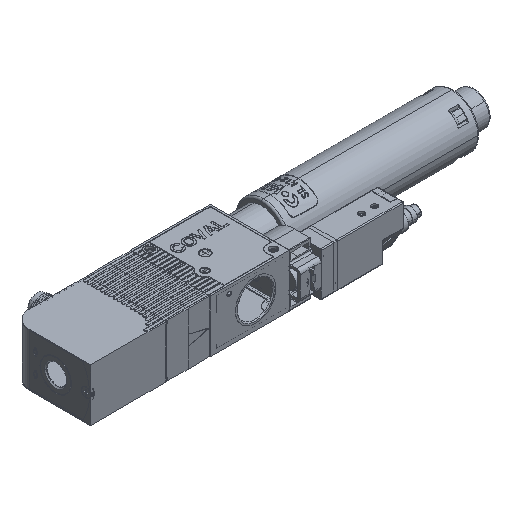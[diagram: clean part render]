
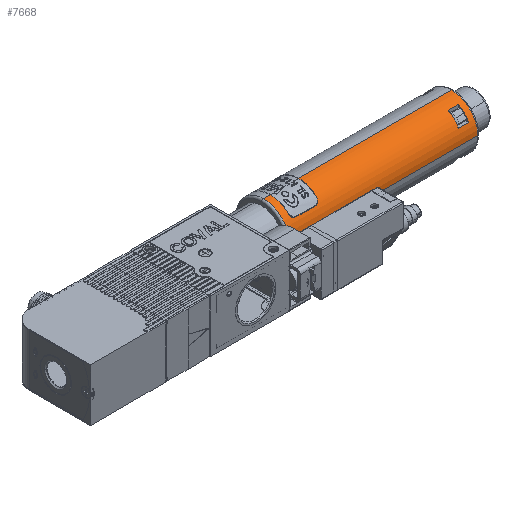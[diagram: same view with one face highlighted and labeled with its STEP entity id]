
A CAD part, isometric view. The second image highlights one B-rep face of the part: STEP entity #7668.
In plain terms, the highlighted cylindrical face has radius 15 mm (diameter 30 mm), a partial arc.
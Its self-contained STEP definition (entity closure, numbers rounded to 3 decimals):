
#7668=ADVANCED_FACE('',(#16390,#16391),#16392,.T.);
#16390=FACE_BOUND('',#42801,.T.);
#16391=FACE_OUTER_BOUND('',#42802,.T.);
#16392=CYLINDRICAL_SURFACE('',#42803,15.0);
#42801=EDGE_LOOP('',(#80146,#80147,#80148,#80149));
#42802=EDGE_LOOP('',(#80150,#80151,#80152,#80153,#80154,#80155,#80156,#80157,#80158,#80159));
#42803=AXIS2_PLACEMENT_3D('',#80160,#80161,#80162);
#80146=ORIENTED_EDGE('',*,*,#96424,.F.);
#80147=ORIENTED_EDGE('',*,*,#96425,.T.);
#80148=ORIENTED_EDGE('',*,*,#96426,.T.);
#80149=ORIENTED_EDGE('',*,*,#96427,.F.);
#80150=ORIENTED_EDGE('',*,*,#96428,.T.);
#80151=ORIENTED_EDGE('',*,*,#96429,.T.);
#80152=ORIENTED_EDGE('',*,*,#96430,.T.);
#80153=ORIENTED_EDGE('',*,*,#96431,.T.);
#80154=ORIENTED_EDGE('',*,*,#96432,.T.);
#80155=ORIENTED_EDGE('',*,*,#96433,.T.);
#80156=ORIENTED_EDGE('',*,*,#96434,.T.);
#80157=ORIENTED_EDGE('',*,*,#96435,.T.);
#80158=ORIENTED_EDGE('',*,*,#96436,.F.);
#80159=ORIENTED_EDGE('',*,*,#96437,.F.);
#80160=CARTESIAN_POINT('',(50.0,0.0,0.));
#80161=DIRECTION('',(-1.0,0.0,0.0));
#80162=DIRECTION('',(0.0,0.0,1.0));
#96424=EDGE_CURVE('',#111574,#111575,#111576,.T.);
#96425=EDGE_CURVE('',#111574,#111577,#111578,.T.);
#96426=EDGE_CURVE('',#111577,#111579,#111580,.T.);
#96427=EDGE_CURVE('',#111575,#111579,#111581,.T.);
#96428=EDGE_CURVE('',#111582,#111477,#111583,.T.);
#96429=EDGE_CURVE('',#111477,#111584,#111585,.T.);
#96430=EDGE_CURVE('',#111584,#111586,#111587,.T.);
#96431=EDGE_CURVE('',#111586,#111588,#111589,.T.);
#96432=EDGE_CURVE('',#111588,#111590,#111591,.T.);
#96433=EDGE_CURVE('',#111590,#111592,#111593,.T.);
#96434=EDGE_CURVE('',#111592,#111594,#111595,.T.);
#96435=EDGE_CURVE('',#111594,#111526,#111596,.T.);
#96436=EDGE_CURVE('',#111597,#111526,#111598,.T.);
#96437=EDGE_CURVE('',#111582,#111597,#111599,.T.);
#111477=VERTEX_POINT('',#138572);
#111526=VERTEX_POINT('',#138627);
#111574=VERTEX_POINT('',#138685);
#111575=VERTEX_POINT('',#138686);
#111576=CIRCLE('',#138687,15.0);
#111577=VERTEX_POINT('',#138688);
#111578=LINE('',#138689,#138690);
#111579=VERTEX_POINT('',#138691);
#111580=CIRCLE('',#138692,15.0);
#111581=LINE('',#138693,#138694);
#111582=VERTEX_POINT('',#138695);
#111583=CIRCLE('',#138696,15.0);
#111584=VERTEX_POINT('',#138697);
#111585=LINE('',#138698,#138699);
#111586=VERTEX_POINT('',#138700);
#111587=CIRCLE('',#138701,15.0);
#111588=VERTEX_POINT('',#138702);
#111589=B_SPLINE_CURVE_WITH_KNOTS('',3,(#138703,#138704,#138705,#138706,#138707,#138708,#138709,#138710,#138711,#138712,#138713,#138714,#138715,#138716,#138717,#138718),.UNSPECIFIED.,.F.,.F.,(4,2,2,2,2,2,2,4),(0.0,0.001,0.001,0.002,0.002,0.003,0.003,0.004),.UNSPECIFIED.);
#111590=VERTEX_POINT('',#138719);
#111591=LINE('',#138720,#138721);
#111592=VERTEX_POINT('',#138722);
#111593=B_SPLINE_CURVE_WITH_KNOTS('',3,(#138723,#138724,#138725,#138726,#138727,#138728,#138729,#138730,#138731,#138732,#138733,#138734,#138735,#138736),.UNSPECIFIED.,.F.,.F.,(4,2,2,2,2,2,4),(0.0,0.,0.001,0.001,0.002,0.003,0.004),.UNSPECIFIED.);
#111594=VERTEX_POINT('',#138737);
#111595=CIRCLE('',#138738,15.0);
#111596=LINE('',#138739,#138740);
#111597=VERTEX_POINT('',#138741);
#111598=CIRCLE('',#138742,15.0);
#111599=LINE('',#138743,#138744);
#138572=CARTESIAN_POINT('',(170.0,0.0,15.0));
#138627=CARTESIAN_POINT('',(63.0,0.0,15.0));
#138685=CARTESIAN_POINT('',(161.0,-7.2,13.159));
#138686=CARTESIAN_POINT('',(161.0,-13.159,7.2));
#138687=AXIS2_PLACEMENT_3D('',#156459,#156460,#156461);
#138688=CARTESIAN_POINT('',(166.7,-7.2,13.159));
#138689=CARTESIAN_POINT('',(161.0,-7.2,13.159));
#138690=VECTOR('',#156462,1000.0);
#138691=CARTESIAN_POINT('',(166.7,-13.159,7.2));
#138692=AXIS2_PLACEMENT_3D('',#156463,#156464,#156465);
#138693=CARTESIAN_POINT('',(161.0,-13.159,7.2));
#138694=VECTOR('',#156466,1000.0);
#138695=CARTESIAN_POINT('',(170.0,-15.0,0.));
#138696=AXIS2_PLACEMENT_3D('',#156467,#156468,#156469);
#138697=CARTESIAN_POINT('',(83.0,0.0,15.0));
#138698=CARTESIAN_POINT('',(50.0,0.0,15.0));
#138699=VECTOR('',#156470,1000.0);
#138700=CARTESIAN_POINT('',(83.0,-10.,11.18));
#138701=AXIS2_PLACEMENT_3D('',#156471,#156472,#156473);
#138702=CARTESIAN_POINT('',(81.0,-12.0,9.0));
#138703=CARTESIAN_POINT('',(83.0,-10.,11.18));
#138704=CARTESIAN_POINT('',(83.0,-10.244,10.962));
#138705=CARTESIAN_POINT('',(82.957,-10.476,10.741));
#138706=CARTESIAN_POINT('',(82.834,-10.806,10.405));
#138707=CARTESIAN_POINT('',(82.783,-10.914,10.292));
#138708=CARTESIAN_POINT('',(82.663,-11.118,10.07));
#138709=CARTESIAN_POINT('',(82.593,-11.215,9.962));
#138710=CARTESIAN_POINT('',(82.434,-11.399,9.751));
#138711=CARTESIAN_POINT('',(82.345,-11.486,9.648));
#138712=CARTESIAN_POINT('',(82.14,-11.649,9.451));
#138713=CARTESIAN_POINT('',(82.026,-11.723,9.359));
#138714=CARTESIAN_POINT('',(81.772,-11.85,9.197));
#138715=CARTESIAN_POINT('',(81.631,-11.904,9.127));
#138716=CARTESIAN_POINT('',(81.329,-11.979,9.028));
#138717=CARTESIAN_POINT('',(81.165,-12.0,9.));
#138718=CARTESIAN_POINT('',(81.0,-12.0,9.0));
#138719=CARTESIAN_POINT('',(69.0,-12.0,9.));
#138720=CARTESIAN_POINT('',(50.0,-12.0,9.));
#138721=VECTOR('',#156474,1000.0);
#138722=CARTESIAN_POINT('',(67.0,-10.,11.18));
#138723=CARTESIAN_POINT('',(69.0,-12.0,9.));
#138724=CARTESIAN_POINT('',(68.835,-12.0,9.));
#138725=CARTESIAN_POINT('',(68.676,-11.98,9.027));
#138726=CARTESIAN_POINT('',(68.371,-11.905,9.125));
#138727=CARTESIAN_POINT('',(68.233,-11.852,9.194));
#138728=CARTESIAN_POINT('',(67.977,-11.725,9.357));
#138729=CARTESIAN_POINT('',(67.864,-11.651,9.448));
#138730=CARTESIAN_POINT('',(67.66,-11.491,9.643));
#138731=CARTESIAN_POINT('',(67.569,-11.402,9.747));
#138732=CARTESIAN_POINT('',(67.327,-11.124,10.067));
#138733=CARTESIAN_POINT('',(67.209,-10.92,10.288));
#138734=CARTESIAN_POINT('',(67.043,-10.477,10.739));
#138735=CARTESIAN_POINT('',(67.0,-10.244,10.962));
#138736=CARTESIAN_POINT('',(67.0,-10.,11.18));
#138737=CARTESIAN_POINT('',(67.0,0.0,15.0));
#138738=AXIS2_PLACEMENT_3D('',#156475,#156476,#156477);
#138739=CARTESIAN_POINT('',(50.0,0.0,15.0));
#138740=VECTOR('',#156478,1000.0);
#138741=CARTESIAN_POINT('',(63.0,-15.0,0.));
#138742=AXIS2_PLACEMENT_3D('',#156479,#156480,#156481);
#138743=CARTESIAN_POINT('',(50.0,-15.0,0.));
#138744=VECTOR('',#156482,1000.0);
#156459=CARTESIAN_POINT('',(161.0,0.0,0.));
#156460=DIRECTION('',(1.0,0.0,0.0));
#156461=DIRECTION('',(0.0,0.0,-1.0));
#156462=DIRECTION('',(1.0,0.0,0.0));
#156463=CARTESIAN_POINT('',(166.7,0.0,0.));
#156464=DIRECTION('',(1.0,0.0,0.0));
#156465=DIRECTION('',(0.0,0.0,-1.0));
#156466=DIRECTION('',(1.0,0.0,0.0));
#156467=CARTESIAN_POINT('',(170.0,0.0,0.));
#156468=DIRECTION('',(-1.0,0.0,0.0));
#156469=DIRECTION('',(0.0,0.0,1.0));
#156470=DIRECTION('',(-1.0,-0.0,-0.0));
#156471=CARTESIAN_POINT('',(83.0,0.0,0.));
#156472=DIRECTION('',(1.0,0.0,0.0));
#156473=DIRECTION('',(0.0,0.0,-1.0));
#156474=DIRECTION('',(-1.0,-0.0,-0.0));
#156475=CARTESIAN_POINT('',(67.0,0.0,0.));
#156476=DIRECTION('',(-1.0,0.,0.0));
#156477=DIRECTION('',(0.,-1.0,0.0));
#156478=DIRECTION('',(-1.0,-0.0,-0.0));
#156479=CARTESIAN_POINT('',(63.0,0.0,0.));
#156480=DIRECTION('',(-1.0,0.0,0.0));
#156481=DIRECTION('',(0.0,0.0,1.0));
#156482=DIRECTION('',(-1.0,-0.0,-0.0));
